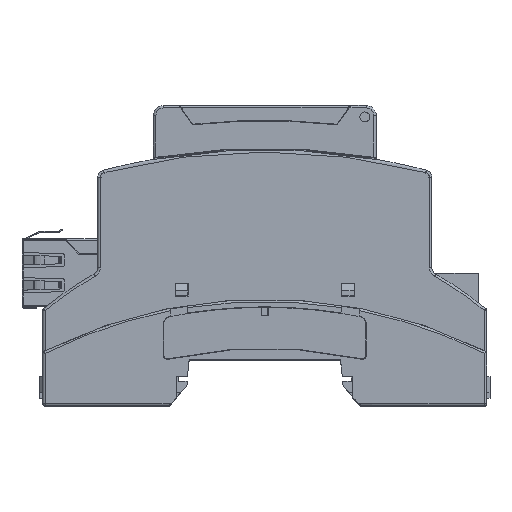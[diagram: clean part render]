
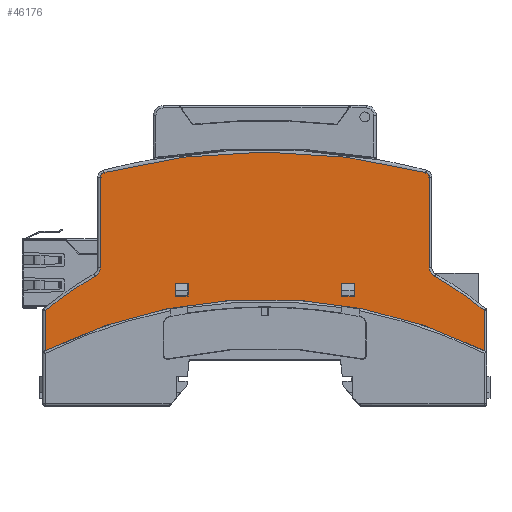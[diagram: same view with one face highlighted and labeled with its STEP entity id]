
A CAD part, top view. The second image highlights one B-rep face of the part: STEP entity #46176.
In plain terms, the highlighted face is planar.
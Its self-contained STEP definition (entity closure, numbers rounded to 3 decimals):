
#39178=CARTESIAN_POINT('',(-21.15,-21.1,-71.9));
#39179=VERTEX_POINT('',#39178);
#39186=CARTESIAN_POINT('',(-23.75,-21.1,-71.9));
#39187=VERTEX_POINT('',#39186);
#39188=CARTESIAN_POINT('',(-23.75,-21.1,-71.9));
#39189=DIRECTION('',(1.,0.,-0.));
#39190=VECTOR('',#39189,2.6);
#39191=LINE('',#39188,#39190);
#39192=EDGE_CURVE('',#39187,#39179,#39191,.T.);
#39250=CARTESIAN_POINT('',(-38.9,-42.477,-71.9));
#39251=VERTEX_POINT('',#39250);
#39252=CARTESIAN_POINT('',(-38.9,-24.257,-71.9));
#39253=VERTEX_POINT('',#39252);
#39254=CARTESIAN_POINT('',(-38.9,-42.477,-71.9));
#39255=DIRECTION('',(0.,1.,-0.));
#39256=VECTOR('',#39255,18.22);
#39257=LINE('',#39254,#39256);
#39258=EDGE_CURVE('',#39251,#39253,#39257,.T.);
#41761=CARTESIAN_POINT('',(-38.152,-43.445,-71.9));
#41762=VERTEX_POINT('',#41761);
#41763=CARTESIAN_POINT('',(-37.9,-42.477,-71.9));
#41764=DIRECTION('',(-0.,0.,-1.));
#41765=DIRECTION('',(-0.252,-0.968,0.));
#41766=AXIS2_PLACEMENT_3D('',#41763,#41764,#41765);
#41767=CIRCLE('',#41766,1.);
#41768=EDGE_CURVE('',#41762,#39251,#41767,.T.);
#41936=CARTESIAN_POINT('',(27.6,-42.477,-71.9));
#41937=VERTEX_POINT('',#41936);
#41938=CARTESIAN_POINT('',(27.6,-24.257,-71.9));
#41939=VERTEX_POINT('',#41938);
#41940=CARTESIAN_POINT('',(27.6,-42.477,-71.9));
#41941=DIRECTION('',(0.,1.,-0.));
#41942=VECTOR('',#41941,18.22);
#41943=LINE('',#41940,#41942);
#41944=EDGE_CURVE('',#41937,#41939,#41943,.T.);
#43353=CARTESIAN_POINT('',(12.45,-18.5,-71.9));
#43354=VERTEX_POINT('',#43353);
#43355=CARTESIAN_POINT('',(12.45,-21.1,-71.9));
#43356=VERTEX_POINT('',#43355);
#43357=CARTESIAN_POINT('',(12.45,-18.5,-71.9));
#43358=DIRECTION('',(0.,-1.,0.));
#43359=VECTOR('',#43358,2.6);
#43360=LINE('',#43357,#43359);
#43361=EDGE_CURVE('',#43354,#43356,#43360,.T.);
#46041=CARTESIAN_POINT('',(12.696,-40.289,-71.9));
#46042=DIRECTION('',(0.,0.,1.));
#46043=DIRECTION('',(1.,0.,0.));
#46044=AXIS2_PLACEMENT_3D('',#46041,#46042,#46043);
#46045=PLANE('',#46044);
#46046=CARTESIAN_POINT('',(26.852,-43.445,-71.9));
#46047=VERTEX_POINT('',#46046);
#46048=CARTESIAN_POINT('',(-5.65,81.6,-71.9));
#46049=DIRECTION('',(-0.,0.,1.));
#46050=DIRECTION('',(-0.252,-0.968,0.));
#46051=AXIS2_PLACEMENT_3D('',#46048,#46049,#46050);
#46052=CIRCLE('',#46051,129.2);
#46053=EDGE_CURVE('',#41762,#46047,#46052,.T.);
#46054=ORIENTED_EDGE('',*,*,#46053,.F.);
#46055=ORIENTED_EDGE('',*,*,#41768,.T.);
#46056=ORIENTED_EDGE('',*,*,#39258,.T.);
#46057=CARTESIAN_POINT('',(-39.914,-22.517,-71.9));
#46058=VERTEX_POINT('',#46057);
#46059=CARTESIAN_POINT('',(-40.9,-24.257,-71.9));
#46060=DIRECTION('',(-0.,0.,-1.));
#46061=DIRECTION('',(0.493,0.87,0.));
#46062=AXIS2_PLACEMENT_3D('',#46059,#46060,#46061);
#46063=CIRCLE('',#46062,2.);
#46064=EDGE_CURVE('',#46058,#39253,#46063,.T.);
#46065=ORIENTED_EDGE('',*,*,#46064,.F.);
#46066=CARTESIAN_POINT('',(-50.,-15.56,-71.9));
#46067=VERTEX_POINT('',#46066);
#46068=CARTESIAN_POINT('',(-5.65,37.95,-71.9));
#46069=DIRECTION('',(-0.,-0.,-1.));
#46070=DIRECTION('',(-0.493,-0.87,0.));
#46071=AXIS2_PLACEMENT_3D('',#46068,#46069,#46070);
#46072=CIRCLE('',#46071,69.5);
#46073=EDGE_CURVE('',#46058,#46067,#46072,.T.);
#46074=ORIENTED_EDGE('',*,*,#46073,.T.);
#46075=CARTESIAN_POINT('',(-50.,-7.469,-71.9));
#46076=VERTEX_POINT('',#46075);
#46077=CARTESIAN_POINT('',(-50.,-15.56,-71.9));
#46078=DIRECTION('',(0.,1.,-0.));
#46079=VECTOR('',#46078,8.091);
#46080=LINE('',#46077,#46079);
#46081=EDGE_CURVE('',#46067,#46076,#46080,.T.);
#46082=ORIENTED_EDGE('',*,*,#46081,.T.);
#46083=CARTESIAN_POINT('',(38.7,-7.469,-71.9));
#46084=VERTEX_POINT('',#46083);
#46085=CARTESIAN_POINT('',(-5.65,81.6,-71.9));
#46086=DIRECTION('',(-0.,-0.,-1.));
#46087=DIRECTION('',(0.446,-0.895,0.));
#46088=AXIS2_PLACEMENT_3D('',#46085,#46086,#46087);
#46089=CIRCLE('',#46088,99.5);
#46090=EDGE_CURVE('',#46084,#46076,#46089,.T.);
#46091=ORIENTED_EDGE('',*,*,#46090,.F.);
#46092=CARTESIAN_POINT('',(38.7,-15.56,-71.9));
#46093=VERTEX_POINT('',#46092);
#46094=CARTESIAN_POINT('',(38.7,-15.56,-71.9));
#46095=DIRECTION('',(0.,1.,-0.));
#46096=VECTOR('',#46095,8.091);
#46097=LINE('',#46094,#46096);
#46098=EDGE_CURVE('',#46093,#46084,#46097,.T.);
#46099=ORIENTED_EDGE('',*,*,#46098,.F.);
#46100=CARTESIAN_POINT('',(28.614,-22.517,-71.9));
#46101=VERTEX_POINT('',#46100);
#46102=CARTESIAN_POINT('',(-5.65,37.95,-71.9));
#46103=DIRECTION('',(-0.,0.,1.));
#46104=DIRECTION('',(0.493,-0.87,0.));
#46105=AXIS2_PLACEMENT_3D('',#46102,#46103,#46104);
#46106=CIRCLE('',#46105,69.5);
#46107=EDGE_CURVE('',#46101,#46093,#46106,.T.);
#46108=ORIENTED_EDGE('',*,*,#46107,.F.);
#46109=CARTESIAN_POINT('',(29.6,-24.257,-71.9));
#46110=DIRECTION('',(0.,0.,1.));
#46111=DIRECTION('',(-0.493,0.87,0.));
#46112=AXIS2_PLACEMENT_3D('',#46109,#46110,#46111);
#46113=CIRCLE('',#46112,2.);
#46114=EDGE_CURVE('',#46101,#41939,#46113,.T.);
#46115=ORIENTED_EDGE('',*,*,#46114,.T.);
#46116=ORIENTED_EDGE('',*,*,#41944,.F.);
#46117=CARTESIAN_POINT('',(26.6,-42.477,-71.9));
#46118=DIRECTION('',(0.,-0.,-1.));
#46119=DIRECTION('',(1.,0.,0.));
#46120=AXIS2_PLACEMENT_3D('',#46117,#46118,#46119);
#46121=CIRCLE('',#46120,1.);
#46122=EDGE_CURVE('',#41937,#46047,#46121,.T.);
#46123=ORIENTED_EDGE('',*,*,#46122,.T.);
#46124=EDGE_LOOP('',(#46054,#46055,#46056,#46065,#46074,#46082,#46091,#46099,#46108,#46115,#46116,#46123));
#46125=FACE_BOUND('',#46124,.T.);
#46126=CARTESIAN_POINT('',(9.85,-21.1,-71.9));
#46127=VERTEX_POINT('',#46126);
#46128=CARTESIAN_POINT('',(9.85,-18.5,-71.9));
#46129=VERTEX_POINT('',#46128);
#46130=CARTESIAN_POINT('',(9.85,-21.1,-71.9));
#46131=DIRECTION('',(-0.,1.,-0.));
#46132=VECTOR('',#46131,2.6);
#46133=LINE('',#46130,#46132);
#46134=EDGE_CURVE('',#46127,#46129,#46133,.T.);
#46135=ORIENTED_EDGE('',*,*,#46134,.F.);
#46136=CARTESIAN_POINT('',(12.45,-21.1,-71.9));
#46137=DIRECTION('',(-1.,-0.,0.));
#46138=VECTOR('',#46137,2.6);
#46139=LINE('',#46136,#46138);
#46140=EDGE_CURVE('',#43356,#46127,#46139,.T.);
#46141=ORIENTED_EDGE('',*,*,#46140,.F.);
#46142=ORIENTED_EDGE('',*,*,#43361,.F.);
#46143=CARTESIAN_POINT('',(9.85,-18.5,-71.9));
#46144=DIRECTION('',(1.,0.,-0.));
#46145=VECTOR('',#46144,2.6);
#46146=LINE('',#46143,#46145);
#46147=EDGE_CURVE('',#46129,#43354,#46146,.T.);
#46148=ORIENTED_EDGE('',*,*,#46147,.F.);
#46149=EDGE_LOOP('',(#46135,#46141,#46142,#46148));
#46150=FACE_BOUND('',#46149,.T.);
#46151=CARTESIAN_POINT('',(-21.15,-18.5,-71.9));
#46152=VERTEX_POINT('',#46151);
#46153=CARTESIAN_POINT('',(-23.75,-18.5,-71.9));
#46154=VERTEX_POINT('',#46153);
#46155=CARTESIAN_POINT('',(-21.15,-18.5,-71.9));
#46156=DIRECTION('',(-1.,0.,0.));
#46157=VECTOR('',#46156,2.6);
#46158=LINE('',#46155,#46157);
#46159=EDGE_CURVE('',#46152,#46154,#46158,.T.);
#46160=ORIENTED_EDGE('',*,*,#46159,.T.);
#46161=CARTESIAN_POINT('',(-23.75,-21.1,-71.9));
#46162=DIRECTION('',(-0.,1.,-0.));
#46163=VECTOR('',#46162,2.6);
#46164=LINE('',#46161,#46163);
#46165=EDGE_CURVE('',#39187,#46154,#46164,.T.);
#46166=ORIENTED_EDGE('',*,*,#46165,.F.);
#46167=ORIENTED_EDGE('',*,*,#39192,.T.);
#46168=CARTESIAN_POINT('',(-21.15,-18.5,-71.9));
#46169=DIRECTION('',(0.,-1.,0.));
#46170=VECTOR('',#46169,2.6);
#46171=LINE('',#46168,#46170);
#46172=EDGE_CURVE('',#46152,#39179,#46171,.T.);
#46173=ORIENTED_EDGE('',*,*,#46172,.F.);
#46174=EDGE_LOOP('',(#46160,#46166,#46167,#46173));
#46175=FACE_BOUND('',#46174,.T.);
#46176=ADVANCED_FACE('',(#46125,#46150,#46175),#46045,.F.);
